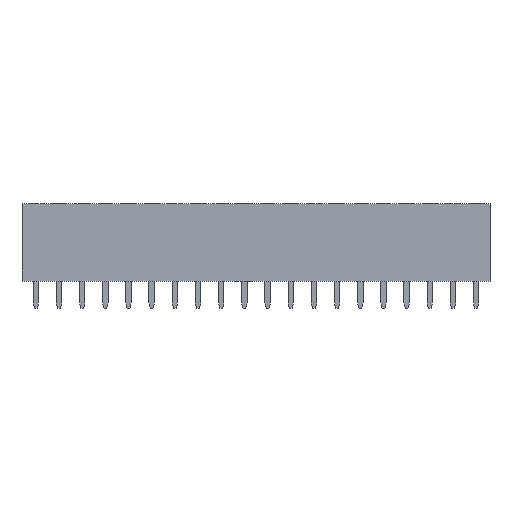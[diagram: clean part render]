
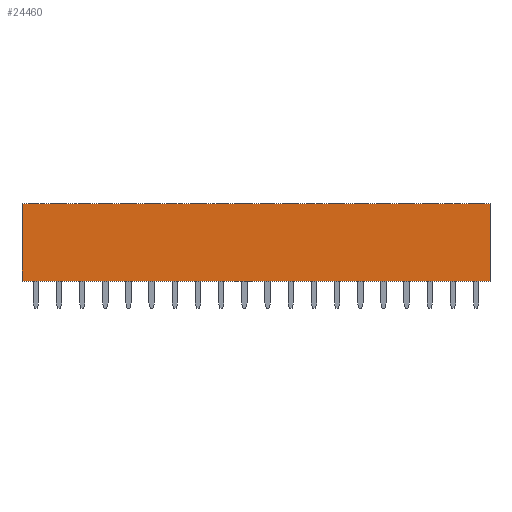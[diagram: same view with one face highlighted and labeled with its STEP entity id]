
A CAD part, top view. The second image highlights one B-rep face of the part: STEP entity #24460.
In plain terms, the highlighted planar face has unit normal (0, 0, 1).
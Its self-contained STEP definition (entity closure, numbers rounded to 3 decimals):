
#1229 = DIRECTION ( 'NONE',  ( -1., 0., 0. ) ) ;
#1298 = DIRECTION ( 'NONE',  ( 0., 1., 0. ) ) ;
#1822 = EDGE_CURVE ( 'NONE', #25451, #5496, #22153, .T. ) ;
#3234 = CARTESIAN_POINT ( 'NONE',  ( 49.78, 0., 1.25 ) ) ;
#5496 = VERTEX_POINT ( 'NONE', #27762 ) ;
#6251 = LINE ( 'NONE', #24323, #9531 ) ;
#7129 = ORIENTED_EDGE ( 'NONE', *, *, #9013, .F. ) ;
#8632 = CARTESIAN_POINT ( 'NONE',  ( 49.78, 0., 1.25 ) ) ;
#8939 = DIRECTION ( 'NONE',  ( 0., 1., 0. ) ) ;
#9013 = EDGE_CURVE ( 'NONE', #15363, #18369, #22630, .T. ) ;
#9531 = VECTOR ( 'NONE', #1229, 1000. ) ;
#12522 = DIRECTION ( 'NONE',  ( 0., 0., -1. ) ) ;
#12608 = EDGE_LOOP ( 'NONE', ( #7129, #27239, #23844, #20620 ) ) ;
#13381 = DIRECTION ( 'NONE',  ( -1., 0., 0. ) ) ;
#15097 = CARTESIAN_POINT ( 'NONE',  ( -1.52, 0., 1.25 ) ) ;
#15363 = VERTEX_POINT ( 'NONE', #15097 ) ;
#15510 = VECTOR ( 'NONE', #13381, 1000. ) ;
#15673 = LINE ( 'NONE', #24892, #15510 ) ;
#15911 = CARTESIAN_POINT ( 'NONE',  ( 49.78, 0., 1.25 ) ) ;
#16667 = FACE_OUTER_BOUND ( 'NONE', #12608, .T. ) ;
#18369 = VERTEX_POINT ( 'NONE', #20653 ) ;
#19046 = VECTOR ( 'NONE', #8939, 1000. ) ;
#20620 = ORIENTED_EDGE ( 'NONE', *, *, #22689, .T. ) ;
#20653 = CARTESIAN_POINT ( 'NONE',  ( -1.52, 8.5, 1.25 ) ) ;
#22153 = LINE ( 'NONE', #8632, #27592 ) ;
#22630 = LINE ( 'NONE', #29764, #19046 ) ;
#22689 = EDGE_CURVE ( 'NONE', #5496, #18369, #15673, .T. ) ;
#23844 = ORIENTED_EDGE ( 'NONE', *, *, #1822, .T. ) ;
#24043 = PLANE ( 'NONE',  #25576 ) ;
#24323 = CARTESIAN_POINT ( 'NONE',  ( 49.78, 0., 1.25 ) ) ;
#24460 = ADVANCED_FACE ( 'NONE', ( #16667 ), #24043, .F. ) ;
#24892 = CARTESIAN_POINT ( 'NONE',  ( 49.78, 8.5, 1.25 ) ) ;
#25451 = VERTEX_POINT ( 'NONE', #15911 ) ;
#25576 = AXIS2_PLACEMENT_3D ( 'NONE', #3234, #12522, #28326 ) ;
#27239 = ORIENTED_EDGE ( 'NONE', *, *, #28566, .F. ) ;
#27592 = VECTOR ( 'NONE', #1298, 1000. ) ;
#27762 = CARTESIAN_POINT ( 'NONE',  ( 49.78, 8.5, 1.25 ) ) ;
#28326 = DIRECTION ( 'NONE',  ( 0., -1., 0. ) ) ;
#28566 = EDGE_CURVE ( 'NONE', #25451, #15363, #6251, .T. ) ;
#29764 = CARTESIAN_POINT ( 'NONE',  ( -1.52, 0., 1.25 ) ) ;
